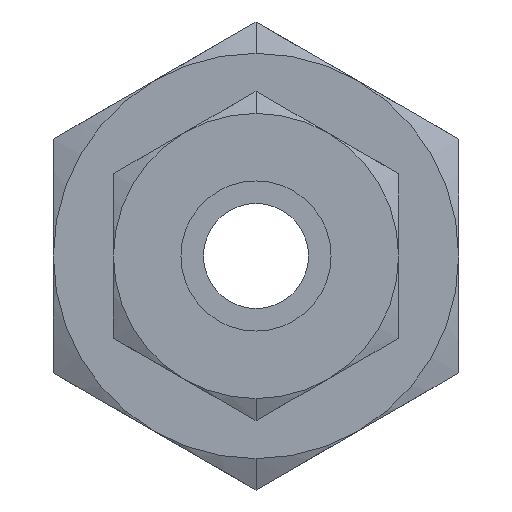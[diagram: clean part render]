
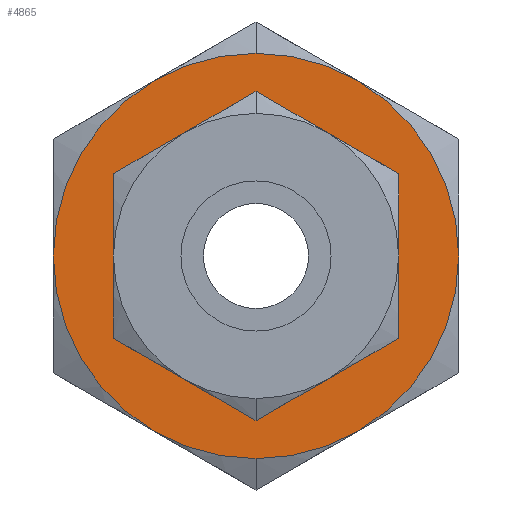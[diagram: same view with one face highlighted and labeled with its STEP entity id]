
A CAD part, left-side view. The second image highlights one B-rep face of the part: STEP entity #4865.
In plain terms, the highlighted planar face has unit normal (-1, 0, 0).
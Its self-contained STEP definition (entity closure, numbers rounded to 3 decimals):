
#84 = CARTESIAN_POINT ( 'NONE',  ( 19.5, 13.5, 0. ) ) ;
#221 = PLANE ( 'NONE',  #6563 ) ;
#243 = DIRECTION ( 'NONE',  ( 0., -1., 0. ) ) ;
#661 = CIRCLE ( 'NONE', #5997, 13.5 ) ;
#1083 = CARTESIAN_POINT ( 'NONE',  ( 19.5, 0., 0. ) ) ;
#1156 = VERTEX_POINT ( 'NONE', #1663 ) ;
#1330 = DIRECTION ( 'NONE',  ( 0., 0., 1. ) ) ;
#1413 = CIRCLE ( 'NONE', #7058, 13.5 ) ;
#1424 = AXIS2_PLACEMENT_3D ( 'NONE', #4194, #9346, #1330 ) ;
#1506 = VERTEX_POINT ( 'NONE', #3708 ) ;
#1658 = DIRECTION ( 'NONE',  ( 1., 0., 0. ) ) ;
#1663 = CARTESIAN_POINT ( 'NONE',  ( 19.5, 6.75, -11.691 ) ) ;
#1664 = CARTESIAN_POINT ( 'NONE',  ( 19.5, 0., 6.75 ) ) ;
#1683 = CARTESIAN_POINT ( 'NONE',  ( 19.5, 0., 0. ) ) ;
#1684 = AXIS2_PLACEMENT_3D ( 'NONE', #6940, #3356, #7094 ) ;
#1819 = CIRCLE ( 'NONE', #2585, 5.884 ) ;
#2100 = EDGE_CURVE ( 'NONE', #3381, #2705, #6770, .T. ) ;
#2265 = EDGE_CURVE ( 'NONE', #5998, #8860, #6156, .T. ) ;
#2330 = CIRCLE ( 'NONE', #3400, 13.5 ) ;
#2428 = FACE_OUTER_BOUND ( 'NONE', #5156, .T. ) ;
#2584 = EDGE_CURVE ( 'NONE', #3134, #1156, #6466, .T. ) ;
#2585 = AXIS2_PLACEMENT_3D ( 'NONE', #5830, #5201, #4349 ) ;
#2705 = VERTEX_POINT ( 'NONE', #5132 ) ;
#3134 = VERTEX_POINT ( 'NONE', #6017 ) ;
#3251 = EDGE_CURVE ( 'NONE', #1156, #7414, #2330, .T. ) ;
#3345 = AXIS2_PLACEMENT_3D ( 'NONE', #6798, #5271, #243 ) ;
#3356 = DIRECTION ( 'NONE',  ( 1., 0., 0. ) ) ;
#3380 = DIRECTION ( 'NONE',  ( 0., 0.5, -0.866 ) ) ;
#3381 = VERTEX_POINT ( 'NONE', #4743 ) ;
#3400 = AXIS2_PLACEMENT_3D ( 'NONE', #4765, #7072, #3380 ) ;
#3634 = EDGE_CURVE ( 'NONE', #1506, #3134, #661, .T. ) ;
#3708 = CARTESIAN_POINT ( 'NONE',  ( 19.5, -6.75, -11.691 ) ) ;
#3777 = CARTESIAN_POINT ( 'NONE',  ( 19.5, -13.5, 0. ) ) ;
#3808 = DIRECTION ( 'NONE',  ( -1., 0., 0. ) ) ;
#3816 = ORIENTED_EDGE ( 'NONE', *, *, #2265, .T. ) ;
#3833 = DIRECTION ( 'NONE',  ( 0., 0.5, 0.866 ) ) ;
#3889 = ORIENTED_EDGE ( 'NONE', *, *, #7733, .F. ) ;
#3922 = ORIENTED_EDGE ( 'NONE', *, *, #3634, .F. ) ;
#3925 = CARTESIAN_POINT ( 'NONE',  ( 19.5, 0., 0. ) ) ;
#4150 = DIRECTION ( 'NONE',  ( 1., 0., 0. ) ) ;
#4194 = CARTESIAN_POINT ( 'NONE',  ( 19.5, 0., 0. ) ) ;
#4349 = DIRECTION ( 'NONE',  ( 0., 0., -1. ) ) ;
#4557 = ORIENTED_EDGE ( 'NONE', *, *, #4681, .F. ) ;
#4681 = EDGE_CURVE ( 'NONE', #5837, #1506, #5032, .T. ) ;
#4743 = CARTESIAN_POINT ( 'NONE',  ( 19.5, 0., 13.5 ) ) ;
#4765 = CARTESIAN_POINT ( 'NONE',  ( 19.5, 0., 0. ) ) ;
#4769 = EDGE_CURVE ( 'NONE', #8860, #5998, #1819, .T. ) ;
#4797 = AXIS2_PLACEMENT_3D ( 'NONE', #1083, #4150, #8505 ) ;
#4865 = ADVANCED_FACE ( 'NONE', ( #6774, #2428 ), #221, .T. ) ;
#4887 = CIRCLE ( 'NONE', #1684, 13.5 ) ;
#4888 = CARTESIAN_POINT ( 'NONE',  ( 19.5, 0., 0. ) ) ;
#5032 = CIRCLE ( 'NONE', #3345, 13.5 ) ;
#5132 = CARTESIAN_POINT ( 'NONE',  ( 19.5, -6.75, 11.691 ) ) ;
#5156 = EDGE_LOOP ( 'NONE', ( #8434, #9026, #9219, #3922, #4557, #7155, #6364, #3889 ) ) ;
#5201 = DIRECTION ( 'NONE',  ( 1., 0., 0. ) ) ;
#5271 = DIRECTION ( 'NONE',  ( 1., 0., 0. ) ) ;
#5336 = DIRECTION ( 'NONE',  ( 0., 0., 1. ) ) ;
#5574 = CARTESIAN_POINT ( 'NONE',  ( 19.5, 6.75, 11.691 ) ) ;
#5658 = DIRECTION ( 'NONE',  ( 1., 0., 0. ) ) ;
#5830 = CARTESIAN_POINT ( 'NONE',  ( 19.5, 0., 0. ) ) ;
#5837 = VERTEX_POINT ( 'NONE', #3777 ) ;
#5997 = AXIS2_PLACEMENT_3D ( 'NONE', #1683, #8989, #8324 ) ;
#5998 = VERTEX_POINT ( 'NONE', #7227 ) ;
#6017 = CARTESIAN_POINT ( 'NONE',  ( 19.5, 0., -13.5 ) ) ;
#6156 = CIRCLE ( 'NONE', #1424, 5.884 ) ;
#6224 = VERTEX_POINT ( 'NONE', #5574 ) ;
#6233 = ORIENTED_EDGE ( 'NONE', *, *, #4769, .T. ) ;
#6364 = ORIENTED_EDGE ( 'NONE', *, *, #2100, .F. ) ;
#6466 = CIRCLE ( 'NONE', #8748, 13.5 ) ;
#6563 = AXIS2_PLACEMENT_3D ( 'NONE', #1664, #3808, #5336 ) ;
#6770 = CIRCLE ( 'NONE', #8153, 13.5 ) ;
#6774 = FACE_BOUND ( 'NONE', #9050, .T. ) ;
#6798 = CARTESIAN_POINT ( 'NONE',  ( 19.5, 0., 0. ) ) ;
#6940 = CARTESIAN_POINT ( 'NONE',  ( 19.5, 0., 0. ) ) ;
#6974 = EDGE_CURVE ( 'NONE', #2705, #5837, #4887, .T. ) ;
#7058 = AXIS2_PLACEMENT_3D ( 'NONE', #3925, #8234, #3833 ) ;
#7072 = DIRECTION ( 'NONE',  ( 1., 0., 0. ) ) ;
#7094 = DIRECTION ( 'NONE',  ( 0., -0.5, 0.866 ) ) ;
#7155 = ORIENTED_EDGE ( 'NONE', *, *, #6974, .F. ) ;
#7227 = CARTESIAN_POINT ( 'NONE',  ( 19.5, 0., 5.884 ) ) ;
#7414 = VERTEX_POINT ( 'NONE', #84 ) ;
#7636 = CARTESIAN_POINT ( 'NONE',  ( 19.5, 0., 0. ) ) ;
#7733 = EDGE_CURVE ( 'NONE', #6224, #3381, #1413, .T. ) ;
#8006 = CARTESIAN_POINT ( 'NONE',  ( 19.5, 0., -5.884 ) ) ;
#8153 = AXIS2_PLACEMENT_3D ( 'NONE', #7636, #1658, #8965 ) ;
#8234 = DIRECTION ( 'NONE',  ( 1., 0., 0. ) ) ;
#8324 = DIRECTION ( 'NONE',  ( 0., -0.5, -0.866 ) ) ;
#8434 = ORIENTED_EDGE ( 'NONE', *, *, #9305, .F. ) ;
#8505 = DIRECTION ( 'NONE',  ( 0., 1., 0. ) ) ;
#8748 = AXIS2_PLACEMENT_3D ( 'NONE', #4888, #5658, #9332 ) ;
#8860 = VERTEX_POINT ( 'NONE', #8006 ) ;
#8924 = CIRCLE ( 'NONE', #4797, 13.5 ) ;
#8965 = DIRECTION ( 'NONE',  ( 0., 0., 1. ) ) ;
#8989 = DIRECTION ( 'NONE',  ( 1., 0., 0. ) ) ;
#9026 = ORIENTED_EDGE ( 'NONE', *, *, #3251, .F. ) ;
#9050 = EDGE_LOOP ( 'NONE', ( #3816, #6233 ) ) ;
#9219 = ORIENTED_EDGE ( 'NONE', *, *, #2584, .F. ) ;
#9305 = EDGE_CURVE ( 'NONE', #7414, #6224, #8924, .T. ) ;
#9332 = DIRECTION ( 'NONE',  ( 0., 0., -1. ) ) ;
#9346 = DIRECTION ( 'NONE',  ( 1., 0., 0. ) ) ;
